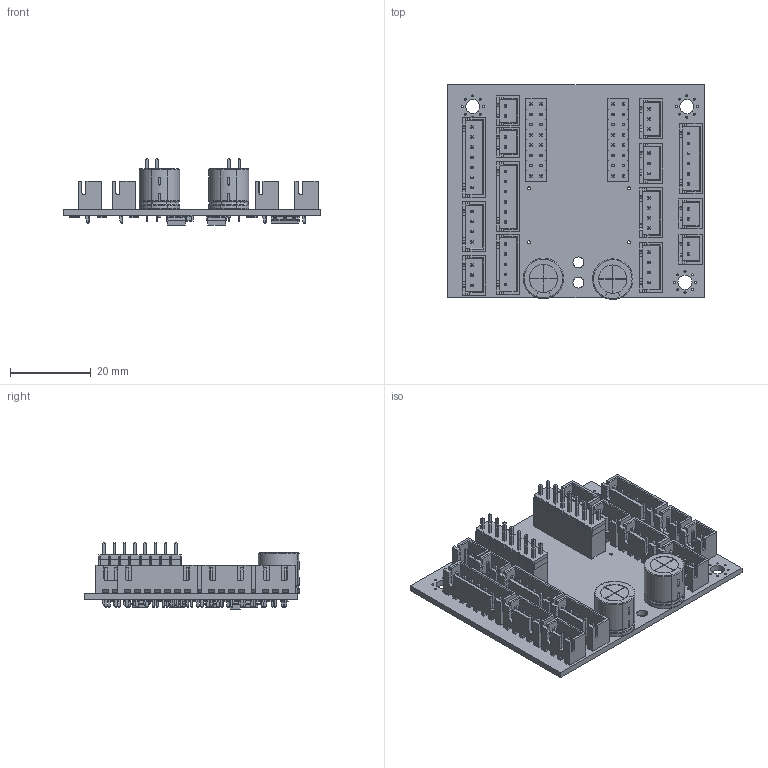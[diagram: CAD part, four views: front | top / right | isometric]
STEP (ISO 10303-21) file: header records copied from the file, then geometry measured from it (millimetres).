
FILE_DESCRIPTION(('KiCad electronic assembly'),'2;1');
FILE_NAME('ESP32S2_adapter.step','2025-09-10T14:10:56',('Pcbnew'),( 'Kicad'),'Open CASCADE STEP processor 7.8','KiCad to STEP converter' ,'Unknown');
FILE_SCHEMA(('AUTOMOTIVE_DESIGN { 1 0 10303 214 1 1 1 1 }'));
Length unit declared in the file: millimetre
Products named in the file (15): ESP32S2_adapter 1; JST_XH_B2B-XH-A_1x02_P2.50mm_Vertical; JST_XH_B6B-XH-A_1x06_P2.50mm_Vertical; JST_XH_B3B-XH-A_1x03_P2.50mm_Vertical; PinHeader_2x08_P2.54mm_Vertical; PinSocket_2x08_P2.54mm_Vertical; JST_XH_B7B-XH-A_1x07_P2.50mm_Vertical; CP_Radial_D10.0mm_P3.80mm; JST_XH_B4B-XH-A_1x04_P2.50mm_Vertical; JST_XH_B5B-XH-A_1x05_P2.50mm_Vertical; R_0805_2012Metric; SOT-223; D_SMA; C_0805_2012Metric; ESP32S2_adapter_PCB
Assembly tree (74 placements, depth 2):
  ESP32S2_adapter 1
    JST_XH_B2B-XH-A_1x02_P2.50mm_Vertical  x4
    JST_XH_B6B-XH-A_1x06_P2.50mm_Vertical  x2
    JST_XH_B3B-XH-A_1x03_P2.50mm_Vertical  x3
    PinHeader_2x08_P2.54mm_Vertical  x2
    PinSocket_2x08_P2.54mm_Vertical  x2
    JST_XH_B7B-XH-A_1x07_P2.50mm_Vertical
    CP_Radial_D10.0mm_P3.80mm  x2
    JST_XH_B4B-XH-A_1x04_P2.50mm_Vertical  x3
    JST_XH_B5B-XH-A_1x05_P2.50mm_Vertical
    R_0805_2012Metric  x45
    SOT-223  x4
    D_SMA  x2
    C_0805_2012Metric  x2
    ESP32S2_adapter_PCB
Bounding box: 63.5 x 53.15 x 16.4 mm (x, y, z)
Volume: 12288.5 mm3; surface area: 21382.4 mm2
Topology: 74 solids, 76 shells, 5250 faces, 13540 edges, 8692 vertices
Faces by surface type: plane 4514, cylinder 662, bspline 62, revolution 8, torus 4
Full cylindrical faces by diameter (mm): 0.5 x24, 0.7 x4, 0.762 x4, 0.95 x45, 1 x44, 2.7 x2, 3.5 x3
Entity records: 77342 total; most frequent: CARTESIAN_POINT 11438, ORIENTED_EDGE 10411, DIRECTION 9724, EDGE_CURVE 5206, LINE 4730, VECTOR 4730, VERTEX_POINT 3335, AXIS2_PLACEMENT_3D 2495
